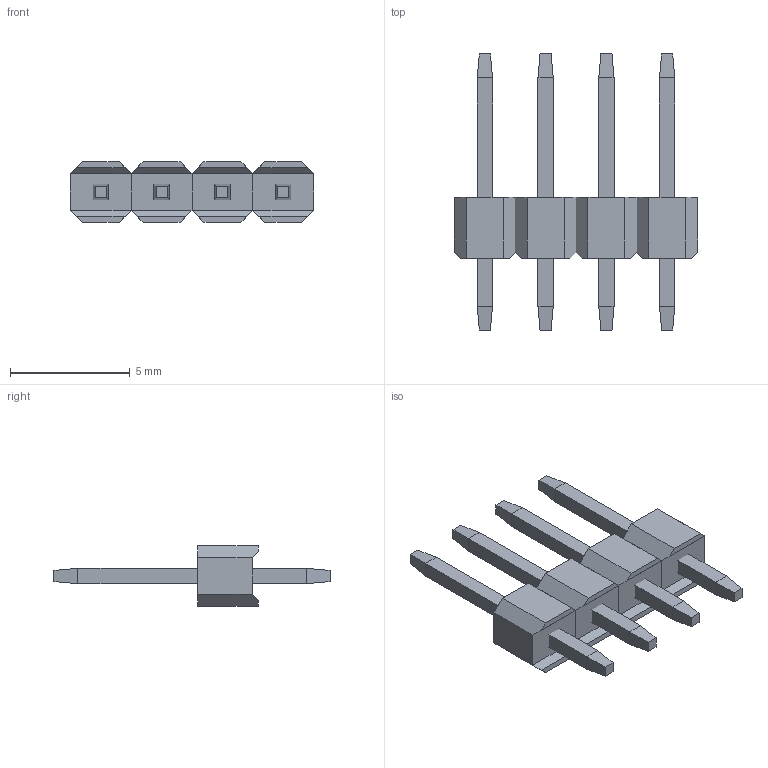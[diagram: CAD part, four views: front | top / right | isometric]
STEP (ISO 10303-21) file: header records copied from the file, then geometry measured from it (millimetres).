
FILE_DESCRIPTION (( 'STEP AP214' ), '1' );
FILE_NAME ('Header, Male, 2.54mm, 1x4.STEP', '2018-07-04T18:27:53', ( '' ), ( '' ), 'SwSTEP 2.0', 'SolidWorks 2018', '' );
FILE_SCHEMA (( 'AUTOMOTIVE_DESIGN' ));
Length unit declared in the file: millimetre
Products named in the file (1): Header, Male, 2.54mm, 1x4
Bounding box: 10.16 x 11.54 x 2.54 mm (x, y, z)
Volume: 70.3 mm3; surface area: 234.5 mm2
Topology: 12 solids, 12 shells, 136 faces, 288 edges, 176 vertices
Faces by surface type: plane 136
Entity records: 4763 total; most frequent: CARTESIAN_POINT 601, ORIENTED_EDGE 576, DIRECTION 562, EDGE_CURVE 288, LINE 288, VECTOR 288, VERTEX_POINT 176, AXIS2_PLACEMENT_3D 137
